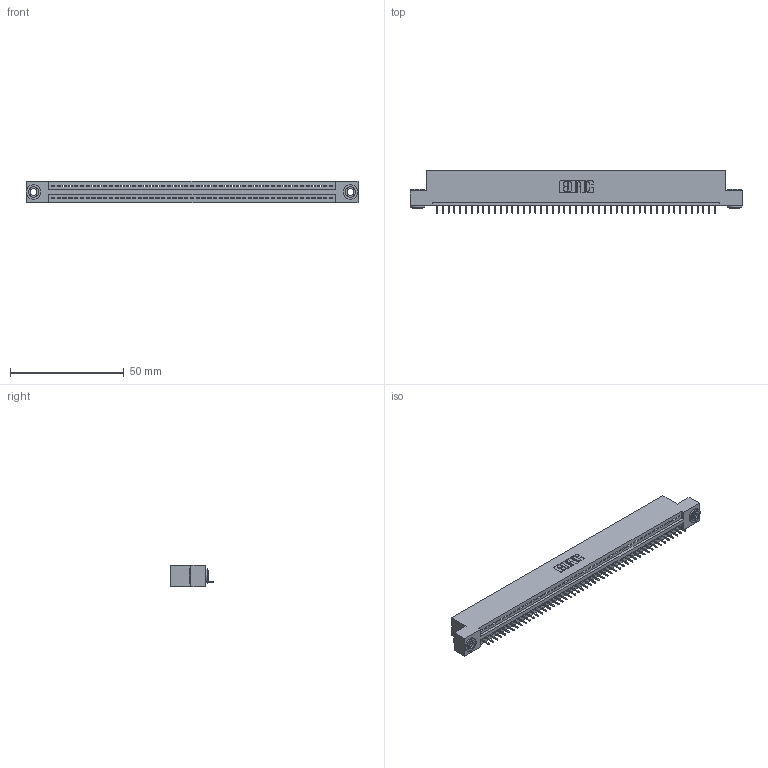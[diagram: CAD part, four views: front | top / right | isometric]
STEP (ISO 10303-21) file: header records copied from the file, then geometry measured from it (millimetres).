
FILE_DESCRIPTION (( 'STEP AP203' ), '1' );
FILE_NAME ('845-049-525-103.STEP', '2020-09-23T08:58:35', ( '' ), ( '' ), 'SwSTEP 2.0', 'SolidWorks 2020', '' );
FILE_SCHEMA (( 'CONFIG_CONTROL_DESIGN' ));
Length unit declared in the file: inch
Products named in the file (4): 345-292-001_345-293-125; 845-049-525-103; 845 Part_Flush Mounting Lugs - 0.156 Dia-TH; 345-250-002_345-250-002-102
Assembly tree (52 placements, depth 2):
  845-049-525-103
    845 Part_Flush Mounting Lugs - 0.156 Dia-TH
    345-292-001_345-293-125  x49
    345-250-002_345-250-002-102  x2
Bounding box: 145.67 x 18.72 x 9.4 mm (x, y, z)
Volume: 13712.5 mm3; surface area: 17865.1 mm2
Topology: 52 solids, 52 shells, 3202 faces, 9237 edges, 5958 vertices
Faces by surface type: plane 2344, cylinder 850, cone 8
Entity records: 36660 total; most frequent: CARTESIAN_POINT 6326, ORIENTED_EDGE 6302, DIRECTION 5547, EDGE_CURVE 3151, VECTOR 2803, LINE 2803, VERTEX_POINT 2094, AXIS2_PLACEMENT_3D 1372
